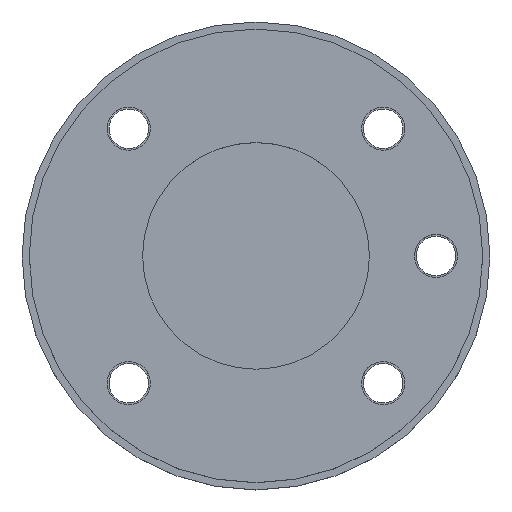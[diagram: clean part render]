
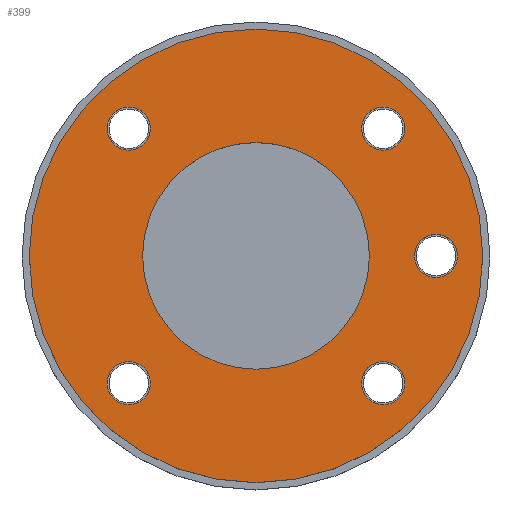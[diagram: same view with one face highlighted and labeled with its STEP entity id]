
A CAD part, top view. The second image highlights one B-rep face of the part: STEP entity #399.
In plain terms, the highlighted planar face has unit normal (0, 0, 1).
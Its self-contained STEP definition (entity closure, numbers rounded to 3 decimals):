
#240=CARTESIAN_POINT('NONE',(0.,-31.5,1910.));
#241=VERTEX_POINT('NONE',#240);
#244=CARTESIAN_POINT('NONE',(0.,0.,1910.));
#245=DIRECTION('NONE',(0.,-1.,0.));
#246=DIRECTION('NONE',(0.,0.,1.));
#247=AXIS2_PLACEMENT_3D('NONE',#244,#246,#245);
#248=CIRCLE('*CRV45',#247,31.5);
#250=EDGE_CURVE('NONE',#241,#402,#248,.T.);
#251=ORIENTED_EDGE('NONE',*,*,#250,.T.);
#252=CARTESIAN_POINT('NONE',(0.,0.,1910.));
#253=DIRECTION('NONE',(0.,-1.,0.));
#254=DIRECTION('NONE',(0.,0.,1.));
#255=AXIS2_PLACEMENT_3D('NONE',#252,#254,#253);
#256=CIRCLE('*CRV44',#255,31.5);
#258=EDGE_CURVE('NONE',#402,#241,#256,.T.);
#259=ORIENTED_EDGE('NONE',*,*,#258,.T.);
#260=EDGE_LOOP('NONE',(#251,#259));
#261=FACE_OUTER_BOUND('NONE',#260,.T.);
#262=CARTESIAN_POINT('NONE',(19.799,-15.556,1910.));
#263=VERTEX_POINT('NONE',#262);
#264=CARTESIAN_POINT('NONE',(15.556,-19.799,1910.));
#265=VERTEX_POINT('NONE',#264);
#266=CARTESIAN_POINT('NONE',(17.678,-17.678,1910.));
#267=DIRECTION('NONE',(0.707,0.707,0.));
#268=DIRECTION('NONE',(0.,0.,-1.));
#269=AXIS2_PLACEMENT_3D('NONE',#266,#268,#267);
#270=CIRCLE('*CRV43',#269,3.);
#272=EDGE_CURVE('NONE',#263,#265,#270,.T.);
#273=ORIENTED_EDGE('NONE',*,*,#272,.T.);
#274=CARTESIAN_POINT('NONE',(17.678,-17.678,1910.));
#275=DIRECTION('NONE',(0.707,0.707,0.));
#276=DIRECTION('NONE',(0.,0.,-1.));
#277=AXIS2_PLACEMENT_3D('NONE',#274,#276,#275);
#278=CIRCLE('*CRV36',#277,3.);
#280=EDGE_CURVE('NONE',#265,#263,#278,.T.);
#281=ORIENTED_EDGE('NONE',*,*,#280,.T.);
#282=EDGE_LOOP('NONE',(#273,#281));
#283=FACE_BOUND('NONE',#282,.T.);
#284=CARTESIAN_POINT('NONE',(15.556,19.799,1910.));
#285=VERTEX_POINT('NONE',#284);
#286=CARTESIAN_POINT('NONE',(19.799,15.556,1910.));
#287=VERTEX_POINT('NONE',#286);
#288=CARTESIAN_POINT('NONE',(17.678,17.678,1910.));
#289=DIRECTION('NONE',(-0.707,0.707,0.));
#290=DIRECTION('NONE',(0.,0.,-1.));
#291=AXIS2_PLACEMENT_3D('NONE',#288,#290,#289);
#292=CIRCLE('*CRV35',#291,3.);
#294=EDGE_CURVE('NONE',#285,#287,#292,.T.);
#295=ORIENTED_EDGE('NONE',*,*,#294,.T.);
#296=CARTESIAN_POINT('NONE',(17.678,17.678,1910.));
#297=DIRECTION('NONE',(-0.707,0.707,0.));
#298=DIRECTION('NONE',(0.,0.,-1.));
#299=AXIS2_PLACEMENT_3D('NONE',#296,#298,#297);
#300=CIRCLE('*CRV28',#299,3.);
#302=EDGE_CURVE('NONE',#287,#285,#300,.T.);
#303=ORIENTED_EDGE('NONE',*,*,#302,.T.);
#304=EDGE_LOOP('NONE',(#295,#303));
#305=FACE_BOUND('NONE',#304,.T.);
#306=CARTESIAN_POINT('NONE',(-15.556,-19.799,1910.));
#307=VERTEX_POINT('NONE',#306);
#308=CARTESIAN_POINT('NONE',(-19.799,-15.556,1910.));
#309=VERTEX_POINT('NONE',#308);
#310=CARTESIAN_POINT('NONE',(-17.678,-17.678,1910.));
#311=DIRECTION('NONE',(0.707,-0.707,0.));
#312=DIRECTION('NONE',(0.,0.,-1.));
#313=AXIS2_PLACEMENT_3D('NONE',#310,#312,#311);
#314=CIRCLE('*CRV27',#313,3.);
#316=EDGE_CURVE('NONE',#307,#309,#314,.T.);
#317=ORIENTED_EDGE('NONE',*,*,#316,.T.);
#318=CARTESIAN_POINT('NONE',(-17.678,-17.678,1910.));
#319=DIRECTION('NONE',(0.707,-0.707,0.));
#320=DIRECTION('NONE',(0.,0.,-1.));
#321=AXIS2_PLACEMENT_3D('NONE',#318,#320,#319);
#322=CIRCLE('*CRV20',#321,3.);
#324=EDGE_CURVE('NONE',#309,#307,#322,.T.);
#325=ORIENTED_EDGE('NONE',*,*,#324,.T.);
#326=EDGE_LOOP('NONE',(#317,#325));
#327=FACE_BOUND('NONE',#326,.T.);
#328=CARTESIAN_POINT('NONE',(-19.799,15.556,1910.));
#329=VERTEX_POINT('NONE',#328);
#330=CARTESIAN_POINT('NONE',(-15.556,19.799,1910.));
#331=VERTEX_POINT('NONE',#330);
#332=CARTESIAN_POINT('NONE',(-17.678,17.678,1910.));
#333=DIRECTION('NONE',(-0.707,-0.707,0.));
#334=DIRECTION('NONE',(0.,0.,-1.));
#335=AXIS2_PLACEMENT_3D('NONE',#332,#334,#333);
#336=CIRCLE('*CRV19',#335,3.);
#338=EDGE_CURVE('NONE',#329,#331,#336,.T.);
#339=ORIENTED_EDGE('NONE',*,*,#338,.T.);
#340=CARTESIAN_POINT('NONE',(-17.678,17.678,1910.));
#341=DIRECTION('NONE',(-0.707,-0.707,0.));
#342=DIRECTION('NONE',(0.,0.,-1.));
#343=AXIS2_PLACEMENT_3D('NONE',#340,#342,#341);
#344=CIRCLE('*CRV12',#343,3.);
#346=EDGE_CURVE('NONE',#331,#329,#344,.T.);
#347=ORIENTED_EDGE('NONE',*,*,#346,.T.);
#348=EDGE_LOOP('NONE',(#339,#347));
#349=FACE_BOUND('NONE',#348,.T.);
#350=CARTESIAN_POINT('NONE',(25.,3.,1910.));
#351=VERTEX_POINT('NONE',#350);
#352=CARTESIAN_POINT('NONE',(25.,-3.,1910.));
#353=VERTEX_POINT('NONE',#352);
#354=CARTESIAN_POINT('NONE',(25.,0.,1910.));
#355=DIRECTION('NONE',(0.,1.,0.));
#356=DIRECTION('NONE',(0.,0.,-1.));
#357=AXIS2_PLACEMENT_3D('NONE',#354,#356,#355);
#358=CIRCLE('*CRV11',#357,3.);
#360=EDGE_CURVE('NONE',#351,#353,#358,.T.);
#361=ORIENTED_EDGE('NONE',*,*,#360,.T.);
#362=CARTESIAN_POINT('NONE',(25.,0.,1910.));
#363=DIRECTION('NONE',(0.,1.,0.));
#364=DIRECTION('NONE',(0.,0.,-1.));
#365=AXIS2_PLACEMENT_3D('NONE',#362,#364,#363);
#366=CIRCLE('*CRV4',#365,3.);
#368=EDGE_CURVE('NONE',#353,#351,#366,.T.);
#369=ORIENTED_EDGE('NONE',*,*,#368,.T.);
#370=EDGE_LOOP('NONE',(#361,#369));
#371=FACE_BOUND('NONE',#370,.T.);
#372=CARTESIAN_POINT('NONE',(0.,15.75,1910.));
#373=VERTEX_POINT('NONE',#372);
#374=CARTESIAN_POINT('NONE',(0.,-15.75,1910.));
#375=VERTEX_POINT('NONE',#374);
#376=CARTESIAN_POINT('NONE',(0.,0.,1910.));
#377=DIRECTION('NONE',(0.,1.,0.));
#378=DIRECTION('NONE',(0.,0.,-1.));
#379=AXIS2_PLACEMENT_3D('NONE',#376,#378,#377);
#380=CIRCLE('*CRV3',#379,15.75);
#382=EDGE_CURVE('NONE',#373,#375,#380,.T.);
#383=ORIENTED_EDGE('NONE',*,*,#382,.T.);
#384=CARTESIAN_POINT('NONE',(0.,0.,1910.));
#385=DIRECTION('NONE',(0.,1.,0.));
#386=DIRECTION('NONE',(0.,0.,-1.));
#387=AXIS2_PLACEMENT_3D('NONE',#384,#386,#385);
#388=CIRCLE('*CRV52',#387,15.75);
#390=EDGE_CURVE('NONE',#375,#373,#388,.T.);
#391=ORIENTED_EDGE('NONE',*,*,#390,.T.);
#392=EDGE_LOOP('NONE',(#383,#391));
#393=FACE_BOUND('NONE',#392,.T.);
#394=CARTESIAN_POINT('NONE',(25.,0.,1910.));
#395=DIRECTION('NONE',(0.,1.,0.));
#396=DIRECTION('NONE',(0.,0.,-1.));
#397=AXIS2_PLACEMENT_3D('NONE',#394,#396,#395);
#398=PLANE('NONE',#397);
#399=ADVANCED_FACE('*FAC34',(#261,#283,#305,#327,#349,#371,#393),#398,.F.);
#401=CARTESIAN_POINT('NONE',(0.,31.5,1910.));
#402=VERTEX_POINT('NONE',#401);
